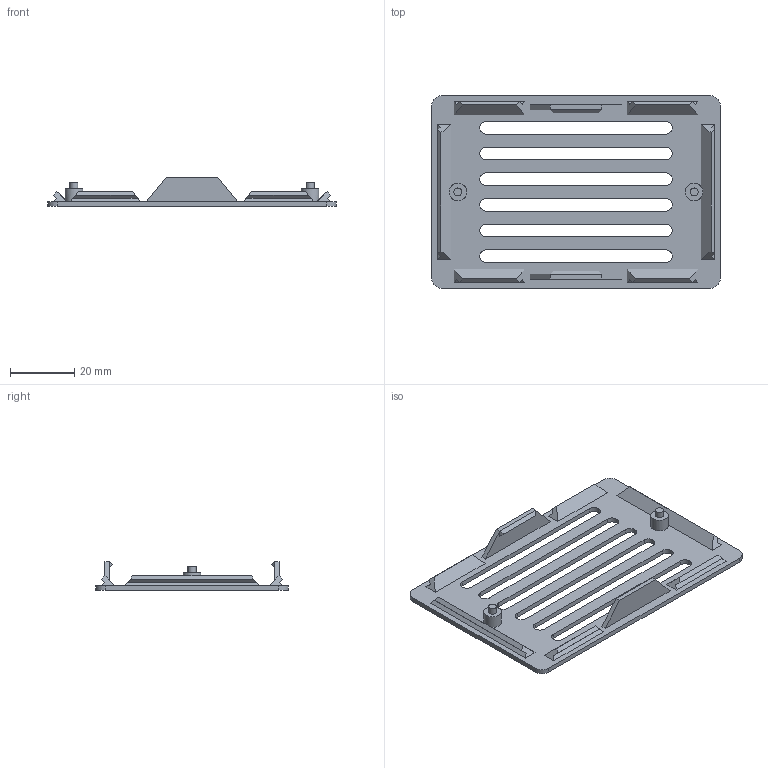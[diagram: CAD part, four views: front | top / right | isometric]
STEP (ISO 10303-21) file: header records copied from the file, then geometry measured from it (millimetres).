
FILE_DESCRIPTION(/* description */ (''),/* implementation_level */ '2;1');
FILE_NAME(/* name */ 'bottom.step',/* time_stamp */ '2024-07-18T16:06:53-07:00',/* author */ (''),/* organization */ (''),/* preprocessor_version */ 'ST-DEVELOPER v20',/* originating_system */ 'Autodesk Translation Framework v13.14.0.145',/* authorisation */ '');
FILE_SCHEMA (('AUTOMOTIVE_DESIGN { 1 0 10303 214 3 1 1 }'));
Length unit declared in the file: millimetre
Products named in the file (1): bottom
Bounding box: 90 x 60 x 9 mm (x, y, z)
Volume: 7723.3 mm3; surface area: 11138.4 mm2
Topology: 1 solids, 1 shells, 96 faces, 244 edges, 160 vertices
Faces by surface type: plane 76, cylinder 20
Full cylindrical faces by diameter (mm): 2.5 x2, 5.5 x2
Entity records: 2932 total; most frequent: CARTESIAN_POINT 501, ORIENTED_EDGE 488, DIRECTION 482, EDGE_CURVE 244, LINE 200, VECTOR 200, VERTEX_POINT 160, AXIS2_PLACEMENT_3D 141
